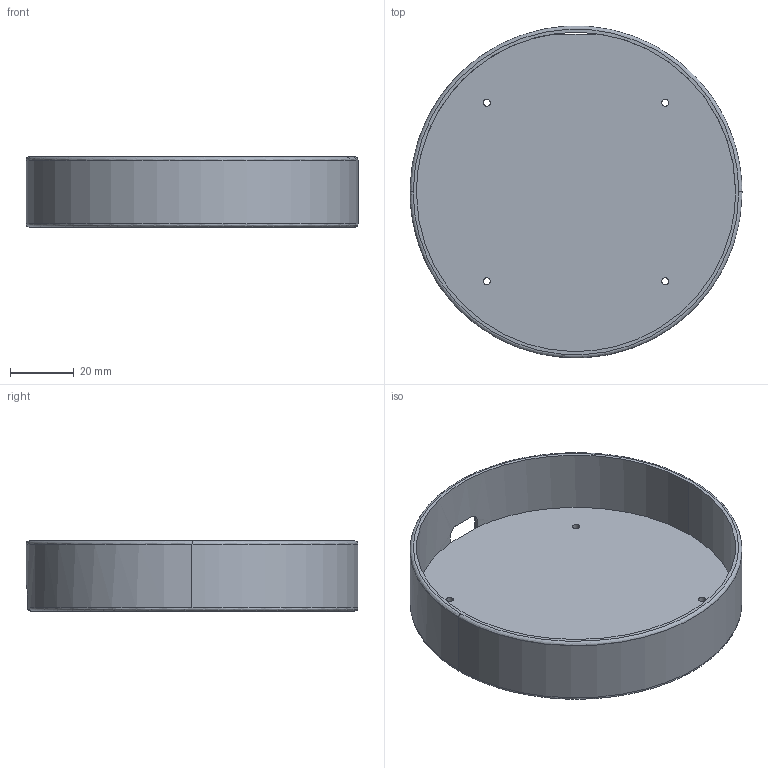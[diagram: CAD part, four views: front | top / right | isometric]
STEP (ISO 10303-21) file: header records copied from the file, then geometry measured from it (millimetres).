
FILE_DESCRIPTION(/* description */ (''),/* implementation_level */ '2;1');
FILE_NAME(/* name */ 'cocot_micro_tray_mount_case',/* time_stamp */ '2023-10-26T23:55:50-07:00',/* author */ (''),/* organization */ (''),/* preprocessor_version */ 'ST-DEVELOPER v16.5',/* originating_system */ 'Rhino 7.25',/* authorisation */ '');
FILE_SCHEMA (('CONFIG_CONTROL_DESIGN'));
Length unit declared in the file: millimetre
Products named in the file (1): Document
Bounding box: 104 x 103.83 x 22 mm (x, y, z)
Volume: 29287.8 mm3; surface area: 30189.1 mm2
Topology: 1 solids, 1 shells, 58 faces, 136 edges, 87 vertices
Faces by surface type: cylinder 34, plane 15, bspline 9
Entity records: 1776 total; most frequent: CARTESIAN_POINT 817, ORIENTED_EDGE 272, EDGE_CURVE 136, VERTEX_POINT 87, EDGE_LOOP 75, ADVANCED_FACE 58, FACE_OUTER_BOUND 58, DIRECTION 53
